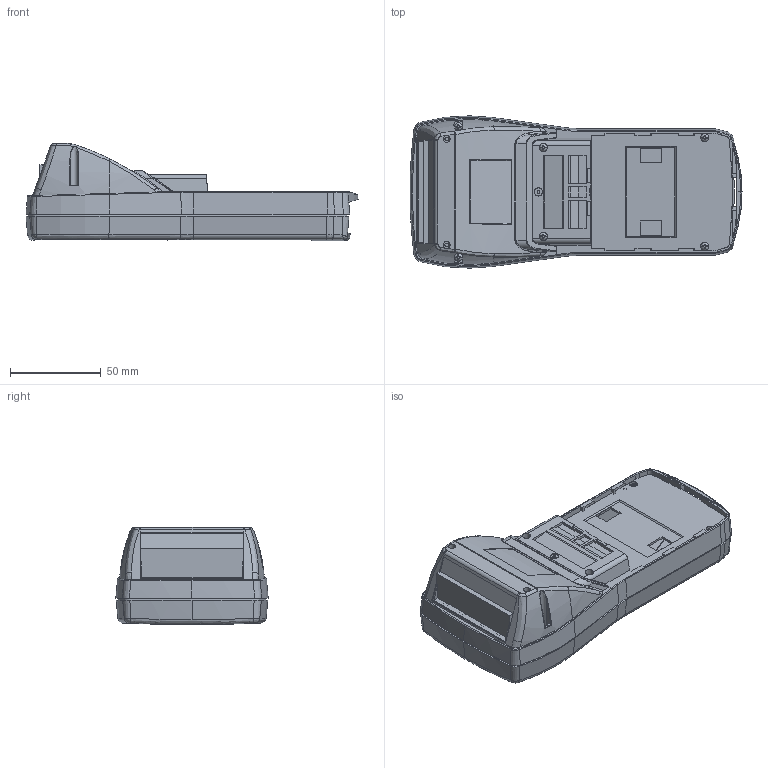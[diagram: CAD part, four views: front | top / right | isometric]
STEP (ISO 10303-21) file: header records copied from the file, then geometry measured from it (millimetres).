
FILE_DESCRIPTION (( 'STEP AP214' ), '1' );
FILE_NAME ('27010401.STEP', '2023-04-14T06:41:07', ( 'Ifina' ), ( 'Ifina' ), 'SwSTEP 2.0', 'SolidWorks 2020', '' );
FILE_SCHEMA (( 'AUTOMOTIVE_DESIGN' ));
Length unit declared in the file: millimetre
Products named in the file (7): 38008; 41101_Rohteil; 93354_EJOT Delta PT Schraube H 30x8 WN5411; 37006; 41095_Rohteil; 27010401; 41090
Assembly tree (11 placements, depth 2):
  27010401
    37006
    38008
    41101_Rohteil
    41090
    41095_Rohteil
    93354_EJOT Delta PT Schraube H 30x8 WN5411  x6
Bounding box: 183.03 x 84 x 53.5 mm (x, y, z)
Volume: 116865.1 mm3; surface area: 118386.6 mm2
Topology: 11 solids, 11 shells, 2003 faces, 5377 edges, 3487 vertices
Faces by surface type: plane 1317, cone 354, cylinder 182, bspline 109, torus 39, sphere 2
Entity records: 64534 total; most frequent: CARTESIAN_POINT 18961, ORIENTED_EDGE 10070, DIRECTION 8616, EDGE_CURVE 5035, LINE 3416, VECTOR 3416, VERTEX_POINT 3267, AXIS2_PLACEMENT_3D 2600
